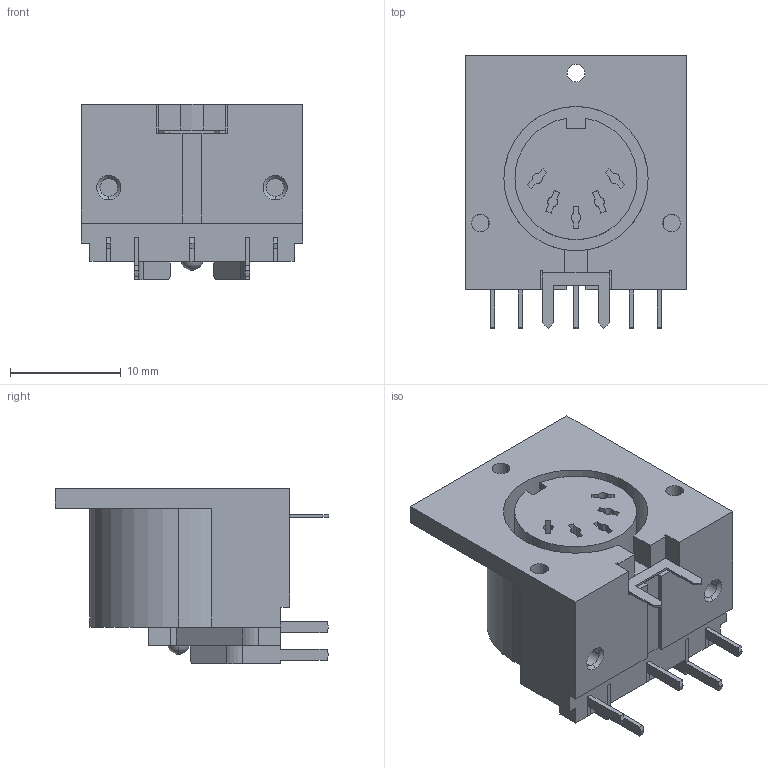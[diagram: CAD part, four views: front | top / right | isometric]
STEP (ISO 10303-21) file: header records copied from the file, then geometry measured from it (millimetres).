
FILE_DESCRIPTION (( 'STEP AP214' ), '1' );
FILE_NAME ('SDS-50J.STEP', '2021-01-24T13:56:19', ( '' ), ( '' ), 'SwSTEP 2.0', 'SolidWorks 2017', '' );
FILE_SCHEMA (( 'AUTOMOTIVE_DESIGN' ));
Length unit declared in the file: millimetre
Products named in the file (2): SDS-50J
Assembly tree (1 placements, depth 2):
  SDS-50J
    SDS-50J
Bounding box: 20 x 24.6 x 15.8 mm (x, y, z)
Volume: 3554.9 mm3; surface area: 3239.8 mm2
Topology: 9 solids, 9 shells, 260 faces, 696 edges, 462 vertices
Faces by surface type: plane 201, cylinder 53, cone 4, torus 2
Entity records: 8202 total; most frequent: CARTESIAN_POINT 1446, ORIENTED_EDGE 1392, DIRECTION 1332, EDGE_CURVE 696, VECTOR 572, LINE 572, VERTEX_POINT 462, AXIS2_PLACEMENT_3D 380
